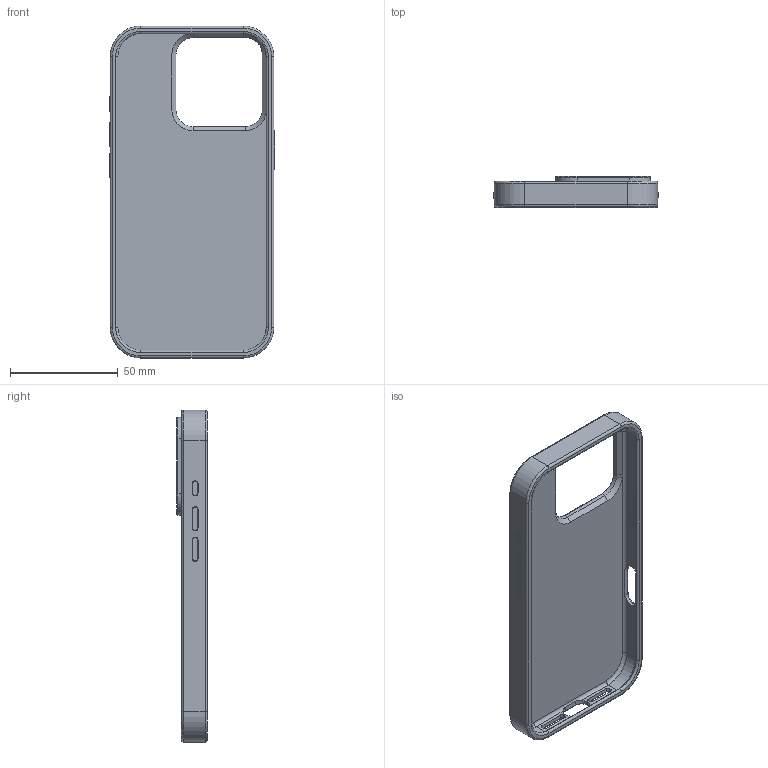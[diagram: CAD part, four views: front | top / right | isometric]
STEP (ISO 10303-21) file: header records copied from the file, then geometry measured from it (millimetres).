
FILE_DESCRIPTION(/* description */ ('Unknown'),/* implementation_level */ '2;1');
FILE_NAME(/* name */ 'iPhone 16 Pro case v1.step',/* time_stamp */ '2025-04-05T22:04:30+03:00',/* author */ (''),/* organization */ (''),/* preprocessor_version */ 'ST-DEVELOPER v20.1',/* originating_system */ 'Autodesk Translation Framework v14.4.0.0',/* authorisation */ '');
FILE_SCHEMA (('AUTOMOTIVE_DESIGN { 1 0 10303 214 3 1 1 }'));
Length unit declared in the file: millimetre
Products named in the file (2): iPhone 16 Pro; Case
Assembly tree (1 placements, depth 2):
  iPhone 16 Pro
    Case
Bounding box: 76.95 x 14.2 x 154.11 mm (x, y, z)
Volume: 27487.5 mm3; surface area: 30037.9 mm2
Topology: 1 solids, 1 shells, 233 faces, 553 edges, 330 vertices
Faces by surface type: cylinder 104, plane 71, torus 48, bspline 7, cone 3
Entity records: 6918 total; most frequent: CARTESIAN_POINT 1350, DIRECTION 1242, ORIENTED_EDGE 1106, EDGE_CURVE 553, AXIS2_PLACEMENT_3D 482, VERTEX_POINT 330, LINE 278, VECTOR 278
